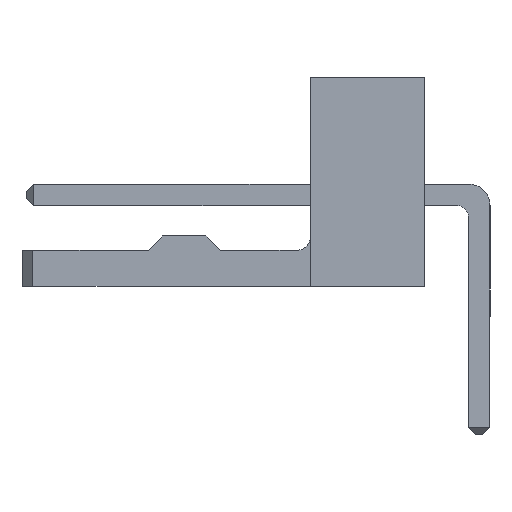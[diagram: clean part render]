
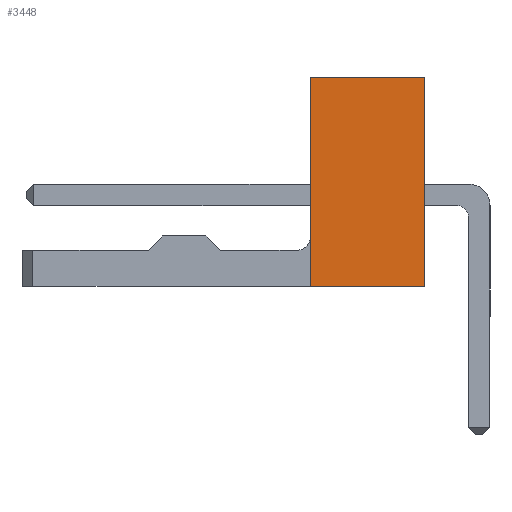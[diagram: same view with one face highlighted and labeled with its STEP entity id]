
A CAD part, left-side view. The second image highlights one B-rep face of the part: STEP entity #3448.
In plain terms, the highlighted planar face has unit normal (-1, 0, 0).
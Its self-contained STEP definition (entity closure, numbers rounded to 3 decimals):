
#71 = CARTESIAN_POINT ( 'NONE',  ( -2.54, 3.17, -2.9 ) ) ;
#184 = DIRECTION ( 'NONE',  ( 1., 0., 0. ) ) ;
#371 = CARTESIAN_POINT ( 'NONE',  ( -2.54, 3.17, 2.9 ) ) ;
#391 = EDGE_CURVE ( 'NONE', #1073, #3997, #1462, .T. ) ;
#647 = CARTESIAN_POINT ( 'NONE',  ( -2.54, 3.17, -2.9 ) ) ;
#669 = CARTESIAN_POINT ( 'NONE',  ( -2.54, 3.17, -2.9 ) ) ;
#710 = DIRECTION ( 'NONE',  ( 0., 0., 1. ) ) ;
#713 = ORIENTED_EDGE ( 'NONE', *, *, #1575, .T. ) ;
#767 = FACE_OUTER_BOUND ( 'NONE', #2573, .T. ) ;
#779 = VERTEX_POINT ( 'NONE', #371 ) ;
#800 = ORIENTED_EDGE ( 'NONE', *, *, #4290, .F. ) ;
#951 = LINE ( 'NONE', #3153, #3909 ) ;
#1073 = VERTEX_POINT ( 'NONE', #3119 ) ;
#1462 = LINE ( 'NONE', #2939, #3525 ) ;
#1566 = CARTESIAN_POINT ( 'NONE',  ( -2.54, 0., 2.9 ) ) ;
#1575 = EDGE_CURVE ( 'NONE', #4477, #1073, #4646, .T. ) ;
#1708 = VECTOR ( 'NONE', #3274, 1000. ) ;
#2283 = PLANE ( 'NONE',  #4044 ) ;
#2573 = EDGE_LOOP ( 'NONE', ( #2770, #800, #3700, #713 ) ) ;
#2649 = DIRECTION ( 'NONE',  ( 0., -1., 0. ) ) ;
#2714 = EDGE_CURVE ( 'NONE', #4477, #779, #3749, .T. ) ;
#2770 = ORIENTED_EDGE ( 'NONE', *, *, #391, .T. ) ;
#2939 = CARTESIAN_POINT ( 'NONE',  ( -2.54, 0., -2.9 ) ) ;
#3012 = CARTESIAN_POINT ( 'NONE',  ( -2.54, 3.17, -2.9 ) ) ;
#3056 = VECTOR ( 'NONE', #3946, 1000. ) ;
#3119 = CARTESIAN_POINT ( 'NONE',  ( -2.54, 0., -2.9 ) ) ;
#3153 = CARTESIAN_POINT ( 'NONE',  ( -2.54, 3.17, 2.9 ) ) ;
#3274 = DIRECTION ( 'NONE',  ( 0., 0., 1. ) ) ;
#3448 = ADVANCED_FACE ( 'NONE', ( #767 ), #2283, .F. ) ;
#3525 = VECTOR ( 'NONE', #710, 1000. ) ;
#3700 = ORIENTED_EDGE ( 'NONE', *, *, #2714, .F. ) ;
#3749 = LINE ( 'NONE', #3012, #1708 ) ;
#3909 = VECTOR ( 'NONE', #2649, 1000. ) ;
#3946 = DIRECTION ( 'NONE',  ( 0., -1., 0. ) ) ;
#3962 = DIRECTION ( 'NONE',  ( 0., 0., -1. ) ) ;
#3997 = VERTEX_POINT ( 'NONE', #1566 ) ;
#4044 = AXIS2_PLACEMENT_3D ( 'NONE', #669, #184, #3962 ) ;
#4290 = EDGE_CURVE ( 'NONE', #779, #3997, #951, .T. ) ;
#4477 = VERTEX_POINT ( 'NONE', #71 ) ;
#4646 = LINE ( 'NONE', #647, #3056 ) ;
